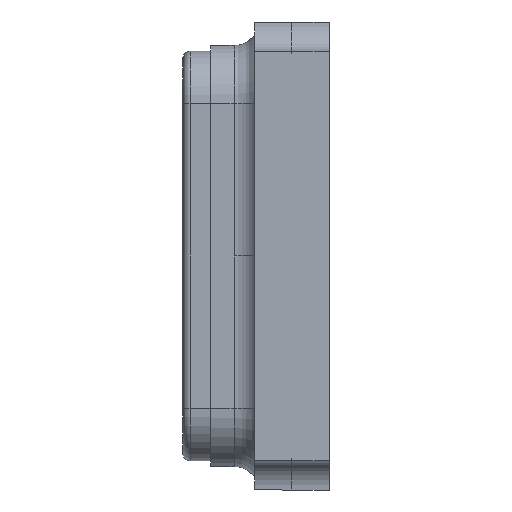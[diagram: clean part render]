
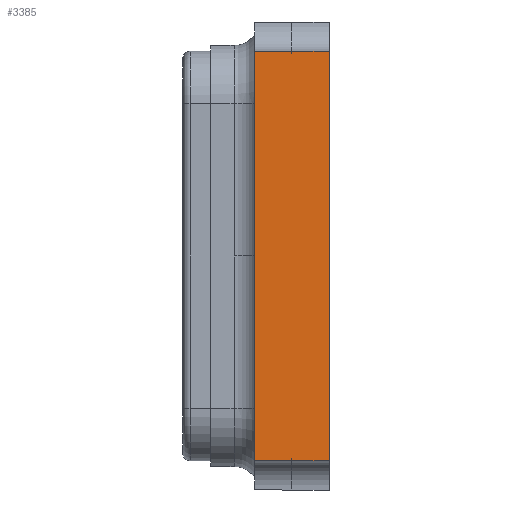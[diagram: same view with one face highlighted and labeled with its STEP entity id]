
A CAD part, left-side view. The second image highlights one B-rep face of the part: STEP entity #3385.
In plain terms, the highlighted planar face has unit normal (-1, 0, 0).
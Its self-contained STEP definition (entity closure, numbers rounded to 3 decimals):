
#26 = ORIENTED_EDGE ( 'NONE', *, *, #1987, .F. ) ;
#167 = DIRECTION ( 'NONE',  ( 0., -1., 0. ) ) ;
#224 = CARTESIAN_POINT ( 'NONE',  ( -1., 0., -0.7 ) ) ;
#349 = CARTESIAN_POINT ( 'NONE',  ( -1., 0.25, 0. ) ) ;
#412 = VECTOR ( 'NONE', #2091, 1000. ) ;
#455 = LINE ( 'NONE', #3430, #1676 ) ;
#556 = CARTESIAN_POINT ( 'NONE',  ( -1., 0., 0.7 ) ) ;
#579 = CARTESIAN_POINT ( 'NONE',  ( -1., 0.128, 0.7 ) ) ;
#598 = DIRECTION ( 'NONE',  ( 0., 0., 1. ) ) ;
#671 = CARTESIAN_POINT ( 'NONE',  ( -1., 0.255, -0.7 ) ) ;
#756 = LINE ( 'NONE', #3447, #412 ) ;
#807 = VERTEX_POINT ( 'NONE', #556 ) ;
#841 = CARTESIAN_POINT ( 'NONE',  ( -1., 0.255, 0.7 ) ) ;
#843 = ORIENTED_EDGE ( 'NONE', *, *, #2318, .T. ) ;
#918 = CARTESIAN_POINT ( 'NONE',  ( -1., 0.25, 0.7 ) ) ;
#989 = CARTESIAN_POINT ( 'NONE',  ( -1., 0., 0. ) ) ;
#1051 = VERTEX_POINT ( 'NONE', #2190 ) ;
#1169 = FACE_OUTER_BOUND ( 'NONE', #1884, .T. ) ;
#1190 = LINE ( 'NONE', #918, #2232 ) ;
#1372 = LINE ( 'NONE', #579, #3119 ) ;
#1438 = DIRECTION ( 'NONE',  ( -1., 0., 0. ) ) ;
#1445 = DIRECTION ( 'NONE',  ( 0., -1., 0. ) ) ;
#1476 = CARTESIAN_POINT ( 'NONE',  ( -1., 0.128, -0.7 ) ) ;
#1514 = ORIENTED_EDGE ( 'NONE', *, *, #3284, .F. ) ;
#1568 = ORIENTED_EDGE ( 'NONE', *, *, #2278, .F. ) ;
#1578 = CARTESIAN_POINT ( 'NONE',  ( -1., 0.128, 0.7 ) ) ;
#1676 = VECTOR ( 'NONE', #167, 1000. ) ;
#1686 = VERTEX_POINT ( 'NONE', #841 ) ;
#1741 = DIRECTION ( 'NONE',  ( 0., -1., 0. ) ) ;
#1884 = EDGE_LOOP ( 'NONE', ( #1568, #1514, #26, #2003, #843, #2502 ) ) ;
#1980 = AXIS2_PLACEMENT_3D ( 'NONE', #349, #1438, #598 ) ;
#1987 = EDGE_CURVE ( 'NONE', #1686, #2735, #1190, .T. ) ;
#2003 = ORIENTED_EDGE ( 'NONE', *, *, #2342, .F. ) ;
#2078 = VECTOR ( 'NONE', #2089, 1000. ) ;
#2089 = DIRECTION ( 'NONE',  ( 0., 0., -1. ) ) ;
#2091 = DIRECTION ( 'NONE',  ( 0., 0., 1. ) ) ;
#2108 = EDGE_CURVE ( 'NONE', #1051, #3553, #2861, .T. ) ;
#2190 = CARTESIAN_POINT ( 'NONE',  ( -1., 0.128, -0.7 ) ) ;
#2232 = VECTOR ( 'NONE', #1445, 1000. ) ;
#2278 = EDGE_CURVE ( 'NONE', #807, #3553, #2624, .T. ) ;
#2289 = PLANE ( 'NONE',  #1980 ) ;
#2318 = EDGE_CURVE ( 'NONE', #2559, #1051, #455, .T. ) ;
#2342 = EDGE_CURVE ( 'NONE', #2559, #1686, #756, .T. ) ;
#2502 = ORIENTED_EDGE ( 'NONE', *, *, #2108, .T. ) ;
#2559 = VERTEX_POINT ( 'NONE', #671 ) ;
#2624 = LINE ( 'NONE', #989, #2078 ) ;
#2735 = VERTEX_POINT ( 'NONE', #1578 ) ;
#2804 = VECTOR ( 'NONE', #1741, 1000. ) ;
#2861 = LINE ( 'NONE', #1476, #2804 ) ;
#3119 = VECTOR ( 'NONE', #3559, 1000. ) ;
#3284 = EDGE_CURVE ( 'NONE', #2735, #807, #1372, .T. ) ;
#3385 = ADVANCED_FACE ( 'NONE', ( #1169 ), #2289, .T. ) ;
#3430 = CARTESIAN_POINT ( 'NONE',  ( -1., 0.25, -0.7 ) ) ;
#3447 = CARTESIAN_POINT ( 'NONE',  ( -1., 0.255, -0.7 ) ) ;
#3553 = VERTEX_POINT ( 'NONE', #224 ) ;
#3559 = DIRECTION ( 'NONE',  ( 0., -1., 0. ) ) ;
